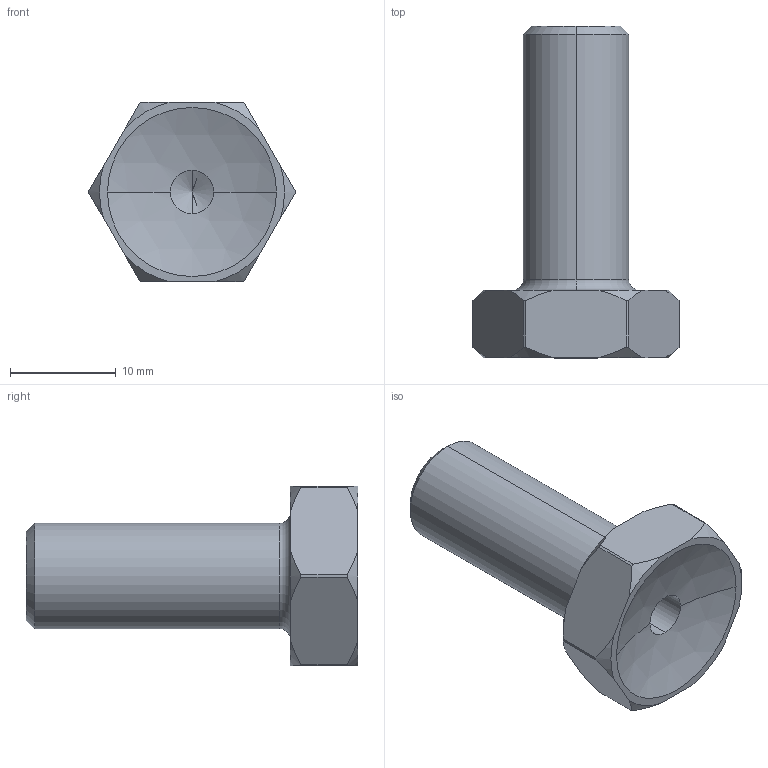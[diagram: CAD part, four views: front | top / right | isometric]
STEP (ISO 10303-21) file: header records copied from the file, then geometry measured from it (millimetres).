
FILE_DESCRIPTION (( 'STEP AP214' ), '1' );
FILE_NAME ('098em10025m.STEP', '2014-08-12T12:14:06', ( '' ), ( '' ), 'SwSTEP 2.0', 'SolidWorks 2014', '' );
FILE_SCHEMA (( 'AUTOMOTIVE_DESIGN' ));
Length unit declared in the file: millimetre
Products named in the file (1): 098em10025m
Bounding box: 19.5 x 31.4 x 17 mm (x, y, z)
Volume: 3256.4 mm3; surface area: 1750.9 mm2
Topology: 1 solids, 1 shells, 39 faces, 102 edges, 65 vertices
Faces by surface type: cone 16, cylinder 10, plane 9, torus 2, sphere 2
Entity records: 1312 total; most frequent: CARTESIAN_POINT 333, ORIENTED_EDGE 200, DIRECTION 200, EDGE_CURVE 100, AXIS2_PLACEMENT_3D 84, VERTEX_POINT 65, CIRCLE 44, EDGE_LOOP 41
